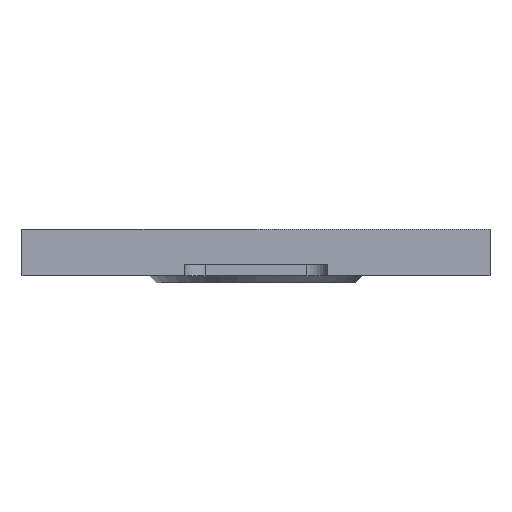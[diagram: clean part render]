
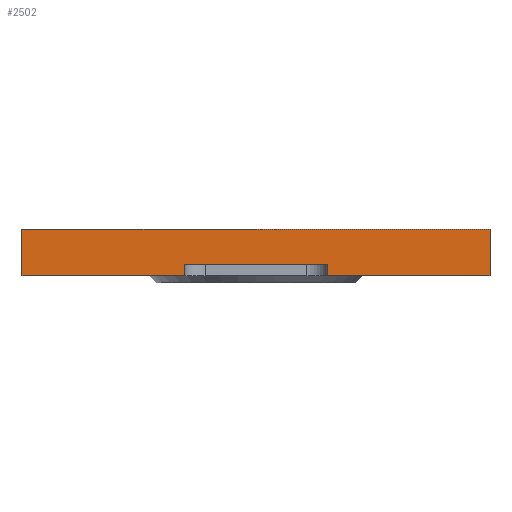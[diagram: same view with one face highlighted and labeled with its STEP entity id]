
A CAD part, front view. The second image highlights one B-rep face of the part: STEP entity #2502.
In plain terms, the highlighted planar face has unit normal (0, -1, 0).
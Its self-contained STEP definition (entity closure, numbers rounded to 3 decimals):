
#153 = PLANE('',#154);
#154 = AXIS2_PLACEMENT_3D('',#155,#156,#157);
#155 = CARTESIAN_POINT('',(0.,-50.,0.));
#156 = DIRECTION('',(0.,0.,1.));
#157 = DIRECTION('',(1.,0.,0.));
#214 = VERTEX_POINT('',#215);
#215 = CARTESIAN_POINT('',(-100.,-170.,0.));
#229 = PLANE('',#230);
#230 = AXIS2_PLACEMENT_3D('',#231,#232,#233);
#231 = CARTESIAN_POINT('',(-100.,70.,0.));
#232 = DIRECTION('',(1.,0.,0.));
#233 = DIRECTION('',(0.,-1.,0.));
#241 = EDGE_CURVE('',#214,#242,#244,.T.);
#242 = VERTEX_POINT('',#243);
#243 = CARTESIAN_POINT('',(-30.5,-170.,0.));
#244 = SURFACE_CURVE('',#245,(#249,#256),.PCURVE_S1.);
#245 = LINE('',#246,#247);
#246 = CARTESIAN_POINT('',(-100.,-170.,0.));
#247 = VECTOR('',#248,1.);
#248 = DIRECTION('',(1.,0.,0.));
#249 = PCURVE('',#153,#250);
#250 = DEFINITIONAL_REPRESENTATION('',(#251),#255);
#251 = LINE('',#252,#253);
#252 = CARTESIAN_POINT('',(-100.,-120.));
#253 = VECTOR('',#254,1.);
#254 = DIRECTION('',(1.,0.));
#255 = ( GEOMETRIC_REPRESENTATION_CONTEXT(2) 
PARAMETRIC_REPRESENTATION_CONTEXT() REPRESENTATION_CONTEXT('2D SPACE',''
  ) );
#256 = PCURVE('',#257,#262);
#257 = PLANE('',#258);
#258 = AXIS2_PLACEMENT_3D('',#259,#260,#261);
#259 = CARTESIAN_POINT('',(-100.,-170.,0.));
#260 = DIRECTION('',(0.,1.,0.));
#261 = DIRECTION('',(1.,0.,0.));
#262 = DEFINITIONAL_REPRESENTATION('',(#263),#267);
#263 = LINE('',#264,#265);
#264 = CARTESIAN_POINT('',(0.,0.));
#265 = VECTOR('',#266,1.);
#266 = DIRECTION('',(1.,0.));
#267 = ( GEOMETRIC_REPRESENTATION_CONTEXT(2) 
PARAMETRIC_REPRESENTATION_CONTEXT() REPRESENTATION_CONTEXT('2D SPACE',''
  ) );
#285 = PLANE('',#286);
#286 = AXIS2_PLACEMENT_3D('',#287,#288,#289);
#287 = CARTESIAN_POINT('',(-30.5,-180.499,0.));
#288 = DIRECTION('',(-1.,0.,0.));
#289 = DIRECTION('',(0.,1.,0.));
#392 = VERTEX_POINT('',#393);
#393 = CARTESIAN_POINT('',(30.5,-170.,0.));
#407 = PLANE('',#408);
#408 = AXIS2_PLACEMENT_3D('',#409,#410,#411);
#409 = CARTESIAN_POINT('',(30.5,-126.75,0.));
#410 = DIRECTION('',(1.,0.,0.));
#411 = DIRECTION('',(0.,-1.,0.));
#419 = EDGE_CURVE('',#392,#420,#422,.T.);
#420 = VERTEX_POINT('',#421);
#421 = CARTESIAN_POINT('',(100.,-170.,0.));
#422 = SURFACE_CURVE('',#423,(#427,#434),.PCURVE_S1.);
#423 = LINE('',#424,#425);
#424 = CARTESIAN_POINT('',(-100.,-170.,0.));
#425 = VECTOR('',#426,1.);
#426 = DIRECTION('',(1.,0.,0.));
#427 = PCURVE('',#153,#428);
#428 = DEFINITIONAL_REPRESENTATION('',(#429),#433);
#429 = LINE('',#430,#431);
#430 = CARTESIAN_POINT('',(-100.,-120.));
#431 = VECTOR('',#432,1.);
#432 = DIRECTION('',(1.,0.));
#433 = ( GEOMETRIC_REPRESENTATION_CONTEXT(2) 
PARAMETRIC_REPRESENTATION_CONTEXT() REPRESENTATION_CONTEXT('2D SPACE',''
  ) );
#434 = PCURVE('',#257,#435);
#435 = DEFINITIONAL_REPRESENTATION('',(#436),#440);
#436 = LINE('',#437,#438);
#437 = CARTESIAN_POINT('',(0.,0.));
#438 = VECTOR('',#439,1.);
#439 = DIRECTION('',(1.,0.));
#440 = ( GEOMETRIC_REPRESENTATION_CONTEXT(2) 
PARAMETRIC_REPRESENTATION_CONTEXT() REPRESENTATION_CONTEXT('2D SPACE',''
  ) );
#458 = PLANE('',#459);
#459 = AXIS2_PLACEMENT_3D('',#460,#461,#462);
#460 = CARTESIAN_POINT('',(100.,-170.,0.));
#461 = DIRECTION('',(-1.,0.,0.));
#462 = DIRECTION('',(0.,1.,0.));
#2230 = VERTEX_POINT('',#2231);
#2231 = CARTESIAN_POINT('',(-100.,-170.,20.));
#2245 = PLANE('',#2246);
#2246 = AXIS2_PLACEMENT_3D('',#2247,#2248,#2249);
#2247 = CARTESIAN_POINT('',(0.,-50.,20.));
#2248 = DIRECTION('',(0.,0.,1.));
#2249 = DIRECTION('',(1.,0.,0.));
#2257 = EDGE_CURVE('',#214,#2230,#2258,.T.);
#2258 = SURFACE_CURVE('',#2259,(#2263,#2270),.PCURVE_S1.);
#2259 = LINE('',#2260,#2261);
#2260 = CARTESIAN_POINT('',(-100.,-170.,0.));
#2261 = VECTOR('',#2262,1.);
#2262 = DIRECTION('',(0.,0.,1.));
#2263 = PCURVE('',#229,#2264);
#2264 = DEFINITIONAL_REPRESENTATION('',(#2265),#2269);
#2265 = LINE('',#2266,#2267);
#2266 = CARTESIAN_POINT('',(240.,0.));
#2267 = VECTOR('',#2268,1.);
#2268 = DIRECTION('',(0.,-1.));
#2269 = ( GEOMETRIC_REPRESENTATION_CONTEXT(2) 
PARAMETRIC_REPRESENTATION_CONTEXT() REPRESENTATION_CONTEXT('2D SPACE',''
  ) );
#2270 = PCURVE('',#257,#2271);
#2271 = DEFINITIONAL_REPRESENTATION('',(#2272),#2276);
#2272 = LINE('',#2273,#2274);
#2273 = CARTESIAN_POINT('',(0.,0.));
#2274 = VECTOR('',#2275,1.);
#2275 = DIRECTION('',(0.,-1.));
#2276 = ( GEOMETRIC_REPRESENTATION_CONTEXT(2) 
PARAMETRIC_REPRESENTATION_CONTEXT() REPRESENTATION_CONTEXT('2D SPACE',''
  ) );
#2502 = ADVANCED_FACE('',(#2503),#257,.F.);
#2503 = FACE_BOUND('',#2504,.F.);
#2504 = EDGE_LOOP('',(#2505,#2506,#2507,#2530,#2551,#2552,#2575,#2603));
#2505 = ORIENTED_EDGE('',*,*,#241,.F.);
#2506 = ORIENTED_EDGE('',*,*,#2257,.T.);
#2507 = ORIENTED_EDGE('',*,*,#2508,.T.);
#2508 = EDGE_CURVE('',#2230,#2509,#2511,.T.);
#2509 = VERTEX_POINT('',#2510);
#2510 = CARTESIAN_POINT('',(100.,-170.,20.));
#2511 = SURFACE_CURVE('',#2512,(#2516,#2523),.PCURVE_S1.);
#2512 = LINE('',#2513,#2514);
#2513 = CARTESIAN_POINT('',(-100.,-170.,20.));
#2514 = VECTOR('',#2515,1.);
#2515 = DIRECTION('',(1.,0.,0.));
#2516 = PCURVE('',#257,#2517);
#2517 = DEFINITIONAL_REPRESENTATION('',(#2518),#2522);
#2518 = LINE('',#2519,#2520);
#2519 = CARTESIAN_POINT('',(0.,-20.));
#2520 = VECTOR('',#2521,1.);
#2521 = DIRECTION('',(1.,0.));
#2522 = ( GEOMETRIC_REPRESENTATION_CONTEXT(2) 
PARAMETRIC_REPRESENTATION_CONTEXT() REPRESENTATION_CONTEXT('2D SPACE',''
  ) );
#2523 = PCURVE('',#2245,#2524);
#2524 = DEFINITIONAL_REPRESENTATION('',(#2525),#2529);
#2525 = LINE('',#2526,#2527);
#2526 = CARTESIAN_POINT('',(-100.,-120.));
#2527 = VECTOR('',#2528,1.);
#2528 = DIRECTION('',(1.,0.));
#2529 = ( GEOMETRIC_REPRESENTATION_CONTEXT(2) 
PARAMETRIC_REPRESENTATION_CONTEXT() REPRESENTATION_CONTEXT('2D SPACE',''
  ) );
#2530 = ORIENTED_EDGE('',*,*,#2531,.F.);
#2531 = EDGE_CURVE('',#420,#2509,#2532,.T.);
#2532 = SURFACE_CURVE('',#2533,(#2537,#2544),.PCURVE_S1.);
#2533 = LINE('',#2534,#2535);
#2534 = CARTESIAN_POINT('',(100.,-170.,0.));
#2535 = VECTOR('',#2536,1.);
#2536 = DIRECTION('',(0.,0.,1.));
#2537 = PCURVE('',#257,#2538);
#2538 = DEFINITIONAL_REPRESENTATION('',(#2539),#2543);
#2539 = LINE('',#2540,#2541);
#2540 = CARTESIAN_POINT('',(200.,0.));
#2541 = VECTOR('',#2542,1.);
#2542 = DIRECTION('',(0.,-1.));
#2543 = ( GEOMETRIC_REPRESENTATION_CONTEXT(2) 
PARAMETRIC_REPRESENTATION_CONTEXT() REPRESENTATION_CONTEXT('2D SPACE',''
  ) );
#2544 = PCURVE('',#458,#2545);
#2545 = DEFINITIONAL_REPRESENTATION('',(#2546),#2550);
#2546 = LINE('',#2547,#2548);
#2547 = CARTESIAN_POINT('',(0.,0.));
#2548 = VECTOR('',#2549,1.);
#2549 = DIRECTION('',(0.,-1.));
#2550 = ( GEOMETRIC_REPRESENTATION_CONTEXT(2) 
PARAMETRIC_REPRESENTATION_CONTEXT() REPRESENTATION_CONTEXT('2D SPACE',''
  ) );
#2551 = ORIENTED_EDGE('',*,*,#419,.F.);
#2552 = ORIENTED_EDGE('',*,*,#2553,.F.);
#2553 = EDGE_CURVE('',#2554,#392,#2556,.T.);
#2554 = VERTEX_POINT('',#2555);
#2555 = CARTESIAN_POINT('',(30.5,-170.,5.));
#2556 = SURFACE_CURVE('',#2557,(#2561,#2568),.PCURVE_S1.);
#2557 = LINE('',#2558,#2559);
#2558 = CARTESIAN_POINT('',(30.5,-170.,0.));
#2559 = VECTOR('',#2560,1.);
#2560 = DIRECTION('',(0.,0.,-1.));
#2561 = PCURVE('',#257,#2562);
#2562 = DEFINITIONAL_REPRESENTATION('',(#2563),#2567);
#2563 = LINE('',#2564,#2565);
#2564 = CARTESIAN_POINT('',(130.5,0.));
#2565 = VECTOR('',#2566,1.);
#2566 = DIRECTION('',(0.,1.));
#2567 = ( GEOMETRIC_REPRESENTATION_CONTEXT(2) 
PARAMETRIC_REPRESENTATION_CONTEXT() REPRESENTATION_CONTEXT('2D SPACE',''
  ) );
#2568 = PCURVE('',#407,#2569);
#2569 = DEFINITIONAL_REPRESENTATION('',(#2570),#2574);
#2570 = LINE('',#2571,#2572);
#2571 = CARTESIAN_POINT('',(43.25,0.));
#2572 = VECTOR('',#2573,1.);
#2573 = DIRECTION('',(0.,1.));
#2574 = ( GEOMETRIC_REPRESENTATION_CONTEXT(2) 
PARAMETRIC_REPRESENTATION_CONTEXT() REPRESENTATION_CONTEXT('2D SPACE',''
  ) );
#2575 = ORIENTED_EDGE('',*,*,#2576,.F.);
#2576 = EDGE_CURVE('',#2577,#2554,#2579,.T.);
#2577 = VERTEX_POINT('',#2578);
#2578 = CARTESIAN_POINT('',(-30.5,-170.,5.));
#2579 = SURFACE_CURVE('',#2580,(#2584,#2591),.PCURVE_S1.);
#2580 = LINE('',#2581,#2582);
#2581 = CARTESIAN_POINT('',(-50.,-170.,5.));
#2582 = VECTOR('',#2583,1.);
#2583 = DIRECTION('',(1.,0.,0.));
#2584 = PCURVE('',#257,#2585);
#2585 = DEFINITIONAL_REPRESENTATION('',(#2586),#2590);
#2586 = LINE('',#2587,#2588);
#2587 = CARTESIAN_POINT('',(50.,-5.));
#2588 = VECTOR('',#2589,1.);
#2589 = DIRECTION('',(1.,0.));
#2590 = ( GEOMETRIC_REPRESENTATION_CONTEXT(2) 
PARAMETRIC_REPRESENTATION_CONTEXT() REPRESENTATION_CONTEXT('2D SPACE',''
  ) );
#2591 = PCURVE('',#2592,#2597);
#2592 = PLANE('',#2593);
#2593 = AXIS2_PLACEMENT_3D('',#2594,#2595,#2596);
#2594 = CARTESIAN_POINT('',(0.,-100.249,5.));
#2595 = DIRECTION('',(0.,0.,1.));
#2596 = DIRECTION('',(1.,0.,0.));
#2597 = DEFINITIONAL_REPRESENTATION('',(#2598),#2602);
#2598 = LINE('',#2599,#2600);
#2599 = CARTESIAN_POINT('',(-50.,-69.751));
#2600 = VECTOR('',#2601,1.);
#2601 = DIRECTION('',(1.,0.));
#2602 = ( GEOMETRIC_REPRESENTATION_CONTEXT(2) 
PARAMETRIC_REPRESENTATION_CONTEXT() REPRESENTATION_CONTEXT('2D SPACE',''
  ) );
#2603 = ORIENTED_EDGE('',*,*,#2604,.F.);
#2604 = EDGE_CURVE('',#242,#2577,#2605,.T.);
#2605 = SURFACE_CURVE('',#2606,(#2610,#2617),.PCURVE_S1.);
#2606 = LINE('',#2607,#2608);
#2607 = CARTESIAN_POINT('',(-30.5,-170.,0.));
#2608 = VECTOR('',#2609,1.);
#2609 = DIRECTION('',(0.,0.,1.));
#2610 = PCURVE('',#257,#2611);
#2611 = DEFINITIONAL_REPRESENTATION('',(#2612),#2616);
#2612 = LINE('',#2613,#2614);
#2613 = CARTESIAN_POINT('',(69.5,0.));
#2614 = VECTOR('',#2615,1.);
#2615 = DIRECTION('',(0.,-1.));
#2616 = ( GEOMETRIC_REPRESENTATION_CONTEXT(2) 
PARAMETRIC_REPRESENTATION_CONTEXT() REPRESENTATION_CONTEXT('2D SPACE',''
  ) );
#2617 = PCURVE('',#285,#2618);
#2618 = DEFINITIONAL_REPRESENTATION('',(#2619),#2623);
#2619 = LINE('',#2620,#2621);
#2620 = CARTESIAN_POINT('',(10.499,0.));
#2621 = VECTOR('',#2622,1.);
#2622 = DIRECTION('',(0.,-1.));
#2623 = ( GEOMETRIC_REPRESENTATION_CONTEXT(2) 
PARAMETRIC_REPRESENTATION_CONTEXT() REPRESENTATION_CONTEXT('2D SPACE',''
  ) );
